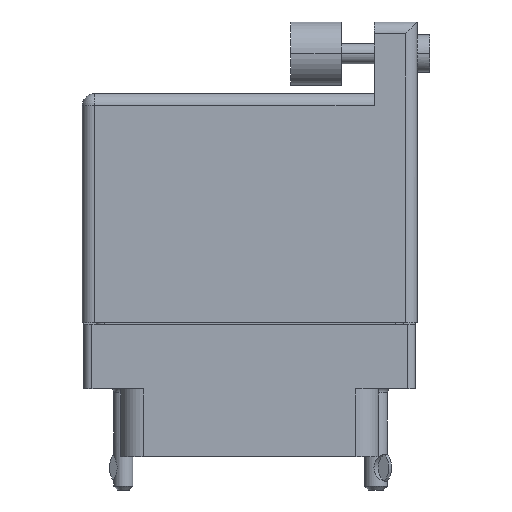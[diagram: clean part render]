
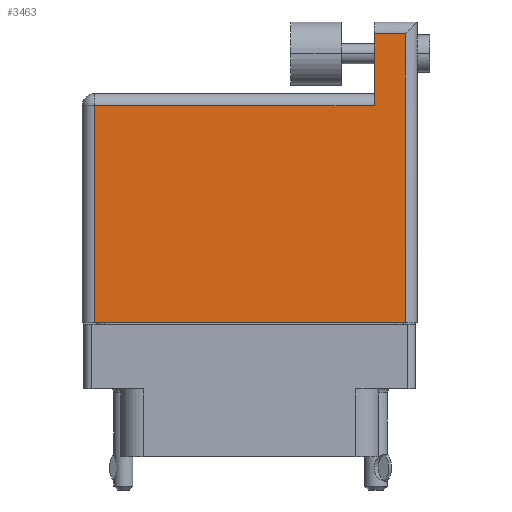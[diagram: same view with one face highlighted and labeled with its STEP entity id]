
A CAD part, front view. The second image highlights one B-rep face of the part: STEP entity #3463.
In plain terms, the highlighted face is planar.
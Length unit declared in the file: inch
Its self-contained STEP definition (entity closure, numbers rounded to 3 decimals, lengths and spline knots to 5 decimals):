
#42 = CARTESIAN_POINT ( 'NONE',  ( -0.6625, 0.806, 0.3575 ) ) ;
#143 = VERTEX_POINT ( 'NONE', #33164 ) ;
#2593 = ORIENTED_EDGE ( 'NONE', *, *, #24616, .T. ) ;
#2612 = ORIENTED_EDGE ( 'NONE', *, *, #12853, .T. ) ;
#2859 = DIRECTION ( 'NONE',  ( 0., 0., -1. ) ) ;
#2967 = EDGE_CURVE ( 'NONE', #29092, #28561, #22694, .T. ) ;
#3463 = ADVANCED_FACE ( 'NONE', ( #7253 ), #25255, .F. ) ;
#3484 = ORIENTED_EDGE ( 'NONE', *, *, #2967, .T. ) ;
#3718 = DIRECTION ( 'NONE',  ( 0., 1., 0. ) ) ;
#6180 = CARTESIAN_POINT ( 'NONE',  ( 0.4925, 0.759, 0.3575 ) ) ;
#6197 = ORIENTED_EDGE ( 'NONE', *, *, #35427, .T. ) ;
#6499 = AXIS2_PLACEMENT_3D ( 'NONE', #42, #2859, #11286 ) ;
#7253 = FACE_OUTER_BOUND ( 'NONE', #20433, .T. ) ;
#7797 = VECTOR ( 'NONE', #32641, 39.37008 ) ;
#7906 = DIRECTION ( 'NONE',  ( -1., 0., 0. ) ) ;
#10036 = LINE ( 'NONE', #20941, #7797 ) ;
#11286 = DIRECTION ( 'NONE',  ( -1., 0., 0. ) ) ;
#11306 = LINE ( 'NONE', #34628, #36022 ) ;
#12853 = EDGE_CURVE ( 'NONE', #27486, #20460, #31875, .T. ) ;
#15598 = LINE ( 'NONE', #36488, #18696 ) ;
#16239 = CARTESIAN_POINT ( 'NONE',  ( -0.6155, -0.1, 0.3575 ) ) ;
#16388 = CARTESIAN_POINT ( 'NONE',  ( 0.6155, 1.043, 0.3575 ) ) ;
#17108 = EDGE_CURVE ( 'NONE', #28561, #27297, #11306, .T. ) ;
#18696 = VECTOR ( 'NONE', #7906, 39.37008 ) ;
#20042 = VECTOR ( 'NONE', #26828, 39.37008 ) ;
#20433 = EDGE_LOOP ( 'NONE', ( #3484, #22332, #6197, #2612, #31380, #2593 ) ) ;
#20460 = VERTEX_POINT ( 'NONE', #6180 ) ;
#20783 = CARTESIAN_POINT ( 'NONE',  ( -0.6155, -0.1, 0.3575 ) ) ;
#20941 = CARTESIAN_POINT ( 'NONE',  ( 0.4925, 1.043, 0.3575 ) ) ;
#22332 = ORIENTED_EDGE ( 'NONE', *, *, #17108, .T. ) ;
#22644 = CARTESIAN_POINT ( 'NONE',  ( 0.4925, 1.043, 0.3575 ) ) ;
#22694 = LINE ( 'NONE', #35600, #20042 ) ;
#23982 = VECTOR ( 'NONE', #30485, 39.37008 ) ;
#24276 = CARTESIAN_POINT ( 'NONE',  ( 0.6155, -0.1, 0.3575 ) ) ;
#24404 = VECTOR ( 'NONE', #33577, 39.37008 ) ;
#24616 = EDGE_CURVE ( 'NONE', #143, #29092, #24851, .T. ) ;
#24851 = LINE ( 'NONE', #16239, #23982 ) ;
#25255 = PLANE ( 'NONE',  #6499 ) ;
#26828 = DIRECTION ( 'NONE',  ( 1., 0., 0. ) ) ;
#27297 = VERTEX_POINT ( 'NONE', #16388 ) ;
#27486 = VERTEX_POINT ( 'NONE', #22644 ) ;
#28561 = VERTEX_POINT ( 'NONE', #24276 ) ;
#29092 = VERTEX_POINT ( 'NONE', #20783 ) ;
#30485 = DIRECTION ( 'NONE',  ( 0., -1., 0. ) ) ;
#31380 = ORIENTED_EDGE ( 'NONE', *, *, #35165, .T. ) ;
#31875 = LINE ( 'NONE', #33447, #24404 ) ;
#32641 = DIRECTION ( 'NONE',  ( -1., 0., 0. ) ) ;
#33164 = CARTESIAN_POINT ( 'NONE',  ( -0.6155, 0.759, 0.3575 ) ) ;
#33447 = CARTESIAN_POINT ( 'NONE',  ( 0.4925, 1.09, 0.3575 ) ) ;
#33577 = DIRECTION ( 'NONE',  ( 0., -1., 0. ) ) ;
#34628 = CARTESIAN_POINT ( 'NONE',  ( 0.6155, 1.09, 0.3575 ) ) ;
#35165 = EDGE_CURVE ( 'NONE', #20460, #143, #15598, .T. ) ;
#35427 = EDGE_CURVE ( 'NONE', #27297, #27486, #10036, .T. ) ;
#35600 = CARTESIAN_POINT ( 'NONE',  ( -0.6625, -0.1, 0.3575 ) ) ;
#36022 = VECTOR ( 'NONE', #3718, 39.37008 ) ;
#36488 = CARTESIAN_POINT ( 'NONE',  ( -0.6625, 0.759, 0.3575 ) ) ;
